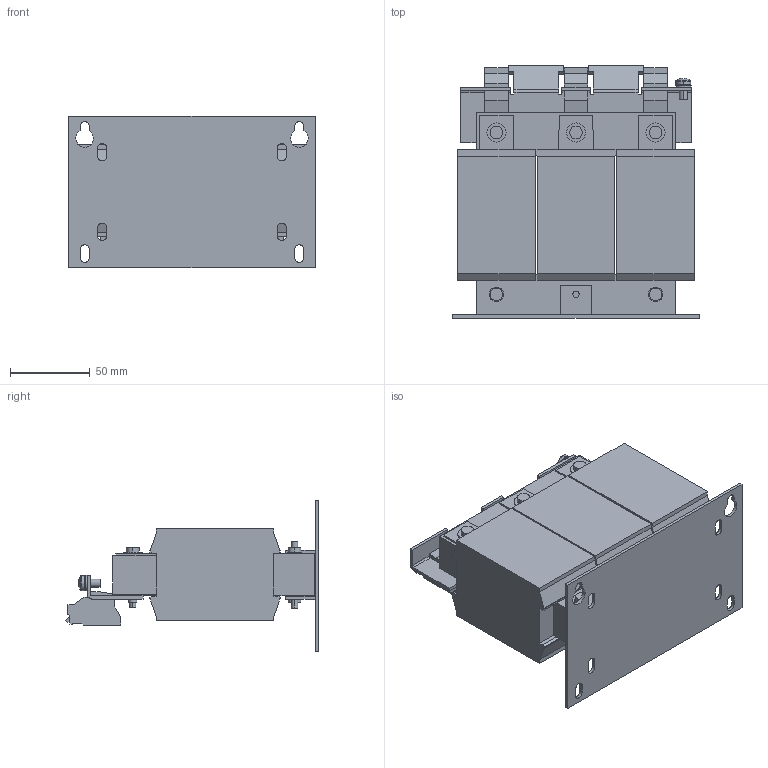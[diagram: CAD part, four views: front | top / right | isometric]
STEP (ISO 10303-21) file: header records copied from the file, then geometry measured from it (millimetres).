
FILE_DESCRIPTION (( 'STEP AP214' ), '1' );
FILE_NAME ('397414.STEP', '2021-11-24T10:39:45', ( '' ), ( '' ), 'SwSTEP 2.0', 'SolidWorks 2018', '' );
FILE_SCHEMA (( 'AUTOMOTIVE_DESIGN' ));
Length unit declared in the file: millimetre
Products named in the file (1): 397414
Bounding box: 155 x 158.78 x 95 mm (x, y, z)
Volume: 886774.8 mm3; surface area: 141822.6 mm2
Topology: 1 solids, 1 shells, 716 faces, 1924 edges, 1273 vertices
Faces by surface type: plane 528, cylinder 176, bspline 6, cone 6
Entity records: 22480 total; most frequent: CARTESIAN_POINT 4098, ORIENTED_EDGE 3844, DIRECTION 3716, EDGE_CURVE 1922, VECTOR 1502, LINE 1502, VERTEX_POINT 1273, AXIS2_PLACEMENT_3D 1107
